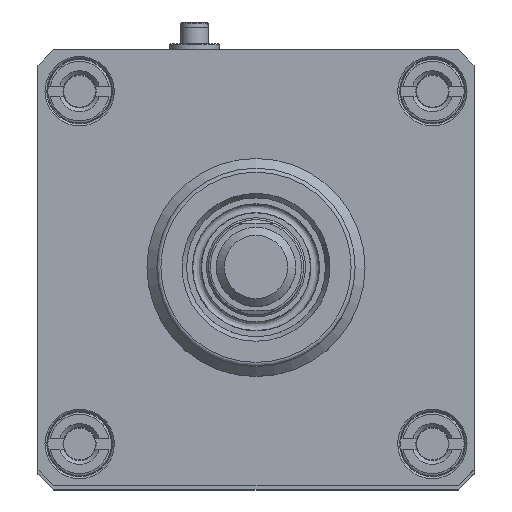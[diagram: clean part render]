
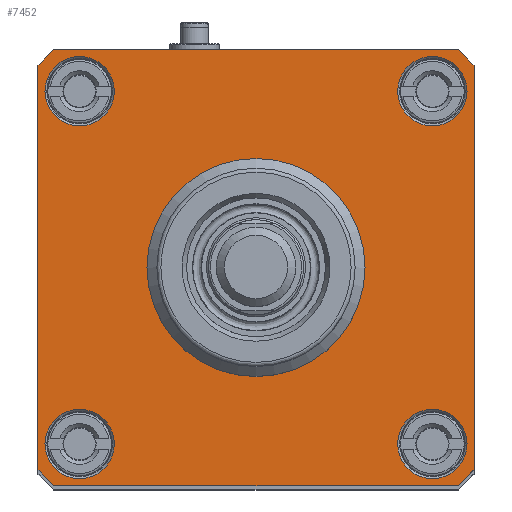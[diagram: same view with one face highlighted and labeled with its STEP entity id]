
A CAD part, top view. The second image highlights one B-rep face of the part: STEP entity #7452.
In plain terms, the highlighted planar face has unit normal (0, 0, 1).
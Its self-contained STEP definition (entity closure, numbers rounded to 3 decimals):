
#526=LINE('',#12498,#824);
#527=LINE('',#12502,#825);
#528=LINE('',#12506,#826);
#529=LINE('',#12509,#827);
#824=VECTOR('',#9980,101.98);
#825=VECTOR('',#9983,101.98);
#826=VECTOR('',#9986,101.98);
#827=VECTOR('',#9989,101.98);
#1075=PLANE('',#8273);
#1387=FACE_BOUND('',#2559,.T.);
#1388=FACE_BOUND('',#2560,.T.);
#1389=FACE_BOUND('',#2561,.T.);
#1390=FACE_BOUND('',#2562,.T.);
#1391=FACE_BOUND('',#2563,.T.);
#1825=FACE_OUTER_BOUND('',#2558,.T.);
#2558=EDGE_LOOP('',(#6018,#6019,#6020,#6021,#6022,#6023,#6024,#6025));
#2559=EDGE_LOOP('',(#6026));
#2560=EDGE_LOOP('',(#6027));
#2561=EDGE_LOOP('',(#6028));
#2562=EDGE_LOOP('',(#6029));
#2563=EDGE_LOOP('',(#6030));
#3303=CIRCLE('',#8272,8.75);
#3304=CIRCLE('',#8274,75.);
#3305=CIRCLE('',#8275,75.);
#3306=CIRCLE('',#8276,75.);
#3307=CIRCLE('',#8277,75.);
#3308=CIRCLE('',#8278,8.75);
#3309=CIRCLE('',#8279,8.75);
#3310=CIRCLE('',#8280,27.5);
#3311=CIRCLE('',#8281,8.75);
#3915=VERTEX_POINT('',#12491);
#3916=VERTEX_POINT('',#12494);
#3917=VERTEX_POINT('',#12495);
#3918=VERTEX_POINT('',#12497);
#3919=VERTEX_POINT('',#12499);
#3920=VERTEX_POINT('',#12501);
#3921=VERTEX_POINT('',#12503);
#3922=VERTEX_POINT('',#12505);
#3923=VERTEX_POINT('',#12507);
#3924=VERTEX_POINT('',#12510);
#3925=VERTEX_POINT('',#12512);
#3926=VERTEX_POINT('',#12514);
#3927=VERTEX_POINT('',#12516);
#4717=EDGE_CURVE('',#3915,#3915,#3303,.T.);
#4718=EDGE_CURVE('',#3916,#3917,#3304,.T.);
#4719=EDGE_CURVE('',#3917,#3918,#526,.T.);
#4720=EDGE_CURVE('',#3918,#3919,#3305,.T.);
#4721=EDGE_CURVE('',#3919,#3920,#527,.T.);
#4722=EDGE_CURVE('',#3920,#3921,#3306,.T.);
#4723=EDGE_CURVE('',#3921,#3922,#528,.T.);
#4724=EDGE_CURVE('',#3922,#3923,#3307,.T.);
#4725=EDGE_CURVE('',#3923,#3916,#529,.T.);
#4726=EDGE_CURVE('',#3924,#3924,#3308,.T.);
#4727=EDGE_CURVE('',#3925,#3925,#3309,.T.);
#4728=EDGE_CURVE('',#3926,#3926,#3310,.T.);
#4729=EDGE_CURVE('',#3927,#3927,#3311,.T.);
#6018=ORIENTED_EDGE('',*,*,#4718,.T.);
#6019=ORIENTED_EDGE('',*,*,#4719,.T.);
#6020=ORIENTED_EDGE('',*,*,#4720,.T.);
#6021=ORIENTED_EDGE('',*,*,#4721,.T.);
#6022=ORIENTED_EDGE('',*,*,#4722,.T.);
#6023=ORIENTED_EDGE('',*,*,#4723,.T.);
#6024=ORIENTED_EDGE('',*,*,#4724,.T.);
#6025=ORIENTED_EDGE('',*,*,#4725,.T.);
#6026=ORIENTED_EDGE('',*,*,#4726,.F.);
#6027=ORIENTED_EDGE('',*,*,#4727,.F.);
#6028=ORIENTED_EDGE('',*,*,#4728,.T.);
#6029=ORIENTED_EDGE('',*,*,#4729,.F.);
#6030=ORIENTED_EDGE('',*,*,#4717,.F.);
#7452=ADVANCED_FACE('',(#1825,#1387,#1388,#1389,#1390,#1391),#1075,.F.);
#8272=AXIS2_PLACEMENT_3D('',#12492,#9974,#9975);
#8273=AXIS2_PLACEMENT_3D('',#12493,#9976,#9977);
#8274=AXIS2_PLACEMENT_3D('',#12496,#9978,#9979);
#8275=AXIS2_PLACEMENT_3D('',#12500,#9981,#9982);
#8276=AXIS2_PLACEMENT_3D('',#12504,#9984,#9985);
#8277=AXIS2_PLACEMENT_3D('',#12508,#9987,#9988);
#8278=AXIS2_PLACEMENT_3D('',#12511,#9990,#9991);
#8279=AXIS2_PLACEMENT_3D('',#12513,#9992,#9993);
#8280=AXIS2_PLACEMENT_3D('',#12515,#9994,#9995);
#8281=AXIS2_PLACEMENT_3D('',#12517,#9996,#9997);
#9974=DIRECTION('center_axis',(0.,0.,
1.));
#9975=DIRECTION('ref_axis',(0.,1.,0.));
#9976=DIRECTION('center_axis',(0.,0.,
-1.));
#9977=DIRECTION('ref_axis',(-1.,0.,0.));
#9978=DIRECTION('center_axis',(0.,0.,
1.));
#9979=DIRECTION('ref_axis',(0.733,0.68,0.));
#9980=DIRECTION('',(1.,0.,0.));
#9981=DIRECTION('center_axis',(0.,0.,
1.));
#9982=DIRECTION('ref_axis',(-0.68,0.733,0.));
#9983=DIRECTION('',(0.,1.,0.));
#9984=DIRECTION('center_axis',(0.,0.,
1.));
#9985=DIRECTION('ref_axis',(-0.733,-0.68,0.));
#9986=DIRECTION('',(-1.,0.,0.));
#9987=DIRECTION('center_axis',(0.,0.,
1.));
#9988=DIRECTION('ref_axis',(0.68,-0.733,0.));
#9989=DIRECTION('',(0.,-1.,0.));
#9990=DIRECTION('center_axis',(0.,0.,
1.));
#9991=DIRECTION('ref_axis',(1.,0.,0.));
#9992=DIRECTION('center_axis',(0.,0.,
1.));
#9993=DIRECTION('ref_axis',(-1.,0.,0.));
#9994=DIRECTION('center_axis',(0.,0.,
-1.));
#9995=DIRECTION('ref_axis',(-1.,0.,0.));
#9996=DIRECTION('center_axis',(0.,0.,
1.));
#9997=DIRECTION('ref_axis',(0.,-1.,0.));
#12491=CARTESIAN_POINT('',(44.5,35.75,638.));
#12492=CARTESIAN_POINT('Origin',(44.5,44.5,638.));
#12493=CARTESIAN_POINT('Origin',(0.,0.,
638.));
#12494=CARTESIAN_POINT('',(-55.,-50.99,638.));
#12495=CARTESIAN_POINT('',(-50.99,-55.,638.));
#12496=CARTESIAN_POINT('Origin',(0.,0.,
638.));
#12497=CARTESIAN_POINT('',(50.99,-55.,638.));
#12498=CARTESIAN_POINT('',(-55.,-55.,638.));
#12499=CARTESIAN_POINT('',(55.,-50.99,638.));
#12500=CARTESIAN_POINT('Origin',(0.,0.,
638.));
#12501=CARTESIAN_POINT('',(55.,50.99,638.));
#12502=CARTESIAN_POINT('',(55.,-55.,638.));
#12503=CARTESIAN_POINT('',(50.99,55.,638.));
#12504=CARTESIAN_POINT('Origin',(0.,0.,
638.));
#12505=CARTESIAN_POINT('',(-50.99,55.,638.));
#12506=CARTESIAN_POINT('',(55.,55.,638.));
#12507=CARTESIAN_POINT('',(-55.,50.99,638.));
#12508=CARTESIAN_POINT('Origin',(0.,0.,
638.));
#12509=CARTESIAN_POINT('',(-55.,55.,638.));
#12510=CARTESIAN_POINT('',(35.75,-44.5,638.));
#12511=CARTESIAN_POINT('Origin',(44.5,-44.5,638.));
#12512=CARTESIAN_POINT('',(-35.75,44.5,638.));
#12513=CARTESIAN_POINT('Origin',(-44.5,44.5,638.));
#12514=CARTESIAN_POINT('',(27.5,0.,638.));
#12515=CARTESIAN_POINT('Origin',(0.,0.,
638.));
#12516=CARTESIAN_POINT('',(-44.5,-35.75,638.));
#12517=CARTESIAN_POINT('Origin',(-44.5,-44.5,638.));
